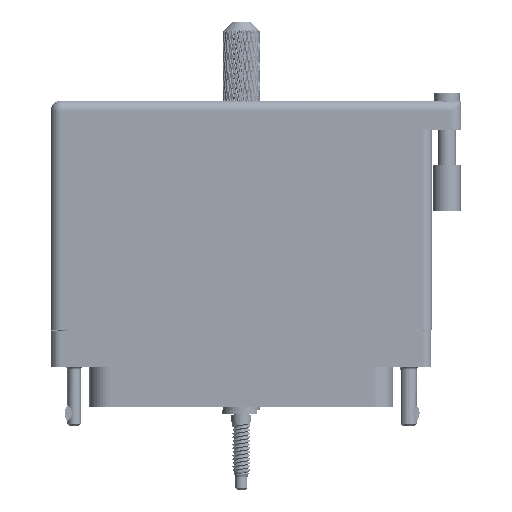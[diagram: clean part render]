
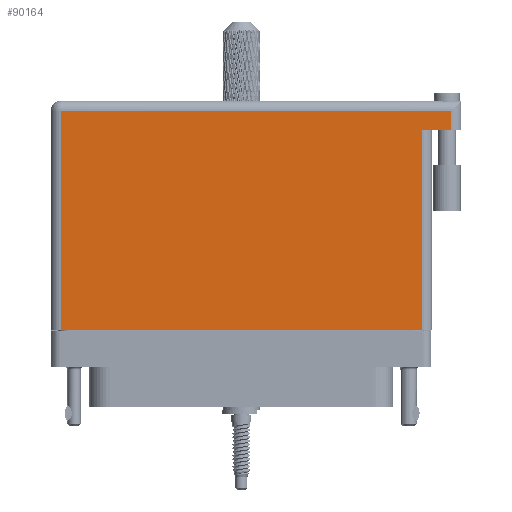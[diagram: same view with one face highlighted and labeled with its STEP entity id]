
A CAD part, front view. The second image highlights one B-rep face of the part: STEP entity #90164.
In plain terms, the highlighted face is planar.
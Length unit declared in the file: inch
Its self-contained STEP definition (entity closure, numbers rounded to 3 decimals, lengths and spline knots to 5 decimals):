
#3721 = ORIENTED_EDGE ( 'NONE', *, *, #48884, .T. ) ;
#4897 = ORIENTED_EDGE ( 'NONE', *, *, #77358, .T. ) ;
#6256 = LINE ( 'NONE', #56849, #71806 ) ;
#7058 = CARTESIAN_POINT ( 'NONE',  ( -1.23, -0.1, 0.4495 ) ) ;
#14102 = CARTESIAN_POINT ( 'NONE',  ( 1.23, -0.1, 0.4495 ) ) ;
#17580 = DIRECTION ( 'NONE',  ( 0., -1., 0. ) ) ;
#18068 = CARTESIAN_POINT ( 'NONE',  ( -1.23, 1.396, 0.4495 ) ) ;
#22548 = EDGE_CURVE ( 'NONE', #90322, #96885, #6256, .T. ) ;
#22916 = VERTEX_POINT ( 'NONE', #18068 ) ;
#23950 = EDGE_CURVE ( 'NONE', #108443, #22916, #88888, .T. ) ;
#25300 = EDGE_CURVE ( 'NONE', #22916, #125256, #66284, .T. ) ;
#26640 = VECTOR ( 'NONE', #118138, 39.37008 ) ;
#31852 = LINE ( 'NONE', #70918, #80164 ) ;
#38315 = AXIS2_PLACEMENT_3D ( 'NONE', #78731, #39046, #67867 ) ;
#39010 = ORIENTED_EDGE ( 'NONE', *, *, #43147, .T. ) ;
#39046 = DIRECTION ( 'NONE',  ( 0., 0., -1. ) ) ;
#39688 = PLANE ( 'NONE',  #38315 ) ;
#43147 = EDGE_CURVE ( 'NONE', #90322, #108443, #79078, .T. ) ;
#48884 = EDGE_CURVE ( 'NONE', #125256, #108723, #31852, .T. ) ;
#56044 = LINE ( 'NONE', #84832, #69890 ) ;
#56849 = CARTESIAN_POINT ( 'NONE',  ( 1.5, 1.269, 0.4495 ) ) ;
#62422 = ORIENTED_EDGE ( 'NONE', *, *, #22548, .F. ) ;
#64535 = CARTESIAN_POINT ( 'NONE',  ( 1.43, 1.269, 0.4495 ) ) ;
#66284 = LINE ( 'NONE', #105279, #67033 ) ;
#67033 = VECTOR ( 'NONE', #17580, 39.37008 ) ;
#67867 = DIRECTION ( 'NONE',  ( -1., 0., 0. ) ) ;
#69890 = VECTOR ( 'NONE', #104638, 39.37008 ) ;
#70918 = CARTESIAN_POINT ( 'NONE',  ( -1.3, -0.1, 0.4495 ) ) ;
#71806 = VECTOR ( 'NONE', #115102, 39.37008 ) ;
#73639 = ORIENTED_EDGE ( 'NONE', *, *, #23950, .T. ) ;
#75157 = CARTESIAN_POINT ( 'NONE',  ( 1.43, 1.396, 0.4495 ) ) ;
#77358 = EDGE_CURVE ( 'NONE', #108723, #96885, #56044, .T. ) ;
#78731 = CARTESIAN_POINT ( 'NONE',  ( -1.3, 1.466, 0.4495 ) ) ;
#79078 = LINE ( 'NONE', #100127, #26640 ) ;
#80164 = VECTOR ( 'NONE', #109920, 39.37008 ) ;
#84832 = CARTESIAN_POINT ( 'NONE',  ( 1.23, 1.269, 0.4495 ) ) ;
#86373 = CARTESIAN_POINT ( 'NONE',  ( -1.3, 1.396, 0.4495 ) ) ;
#87621 = DIRECTION ( 'NONE',  ( -1., 0., 0. ) ) ;
#88888 = LINE ( 'NONE', #86373, #110981 ) ;
#90164 = ADVANCED_FACE ( 'NONE', ( #117153 ), #39688, .F. ) ;
#90322 = VERTEX_POINT ( 'NONE', #64535 ) ;
#92257 = CARTESIAN_POINT ( 'NONE',  ( 1.23, 1.269, 0.4495 ) ) ;
#96885 = VERTEX_POINT ( 'NONE', #92257 ) ;
#97009 = ORIENTED_EDGE ( 'NONE', *, *, #25300, .T. ) ;
#100127 = CARTESIAN_POINT ( 'NONE',  ( 1.43, 1.466, 0.4495 ) ) ;
#104638 = DIRECTION ( 'NONE',  ( 0., 1., 0. ) ) ;
#105279 = CARTESIAN_POINT ( 'NONE',  ( -1.23, -0.1, 0.4495 ) ) ;
#108443 = VERTEX_POINT ( 'NONE', #75157 ) ;
#108723 = VERTEX_POINT ( 'NONE', #14102 ) ;
#109920 = DIRECTION ( 'NONE',  ( 1., 0., 0. ) ) ;
#110981 = VECTOR ( 'NONE', #87621, 39.37008 ) ;
#115102 = DIRECTION ( 'NONE',  ( -1., 0., 0. ) ) ;
#117153 = FACE_OUTER_BOUND ( 'NONE', #119342, .T. ) ;
#118138 = DIRECTION ( 'NONE',  ( 0., 1., 0. ) ) ;
#119342 = EDGE_LOOP ( 'NONE', ( #3721, #4897, #62422, #39010, #73639, #97009 ) ) ;
#125256 = VERTEX_POINT ( 'NONE', #7058 ) ;
